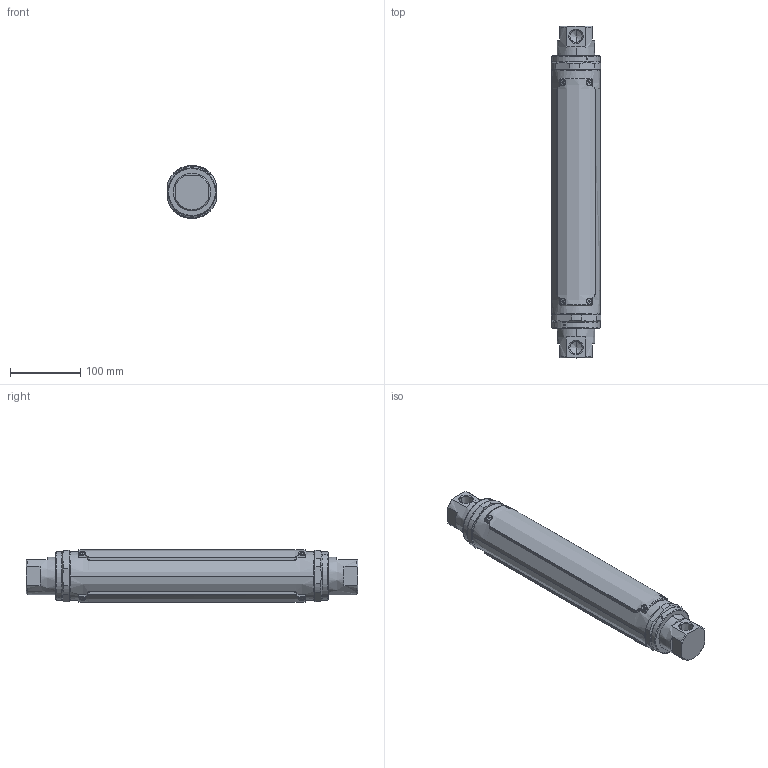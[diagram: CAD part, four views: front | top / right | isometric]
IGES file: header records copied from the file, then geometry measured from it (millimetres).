
Start section: SolidWorks IGES file using analytic representation for surfaces
Global section: file name: 1610-A-LC-2-AA-0-0.IGS; native system: SolidWorks 2019; preprocessor: SolidWorks 2019; author: cfehr; date: 191015.141646; units: inch
Bounding box: 71.23 x 474.2 x 75.49 mm (x, y, z)
Volume: 580926 mm3; surface area: 381377.4 mm2
Topology: 20 solids, 20 shells, 1139 faces, 2903 edges, 1832 vertices
Faces by surface type: plane 442, revolution 409, bspline 288
